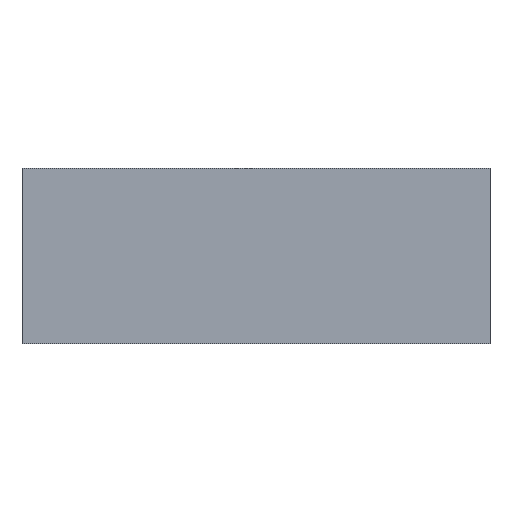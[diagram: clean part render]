
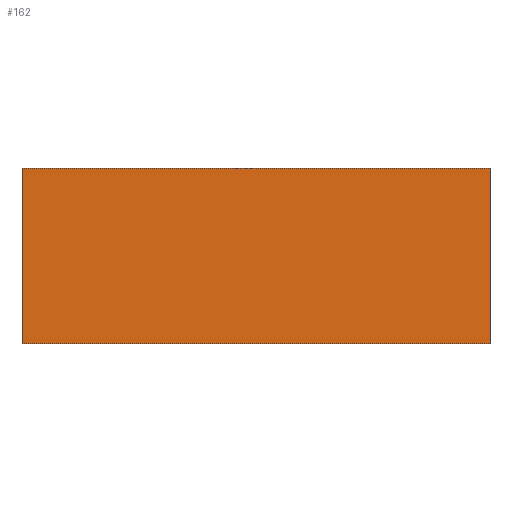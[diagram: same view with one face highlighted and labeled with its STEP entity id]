
A CAD part, front view. The second image highlights one B-rep face of the part: STEP entity #162.
In plain terms, the highlighted planar face has unit normal (0, -1, 0).
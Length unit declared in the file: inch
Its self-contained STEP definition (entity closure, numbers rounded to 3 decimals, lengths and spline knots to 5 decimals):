
#5 = AXIS2_PLACEMENT_3D ( 'NONE', #99, #94, #96 ) ;
#6 = VECTOR ( 'NONE', #97, 39.37008 ) ;
#9 = FACE_OUTER_BOUND ( 'NONE', #136, .T. ) ;
#58 = DIRECTION ( 'NONE',  ( 0., 0., 1. ) ) ;
#59 = CARTESIAN_POINT ( 'NONE',  ( 0., 0., 0. ) ) ;
#60 = LINE ( 'NONE', #59, #198 ) ;
#70 = DIRECTION ( 'NONE',  ( 1., 0., 0. ) ) ;
#71 = CARTESIAN_POINT ( 'NONE',  ( 1., 0., 0. ) ) ;
#72 = LINE ( 'NONE', #71, #202 ) ;
#74 = DIRECTION ( 'NONE',  ( 0., 0., -1. ) ) ;
#75 = CARTESIAN_POINT ( 'NONE',  ( 1., 0., -0.375 ) ) ;
#76 = LINE ( 'NONE', #75, #203 ) ;
#94 = DIRECTION ( 'NONE',  ( 0., -1., 0. ) ) ;
#96 = DIRECTION ( 'NONE',  ( 0., 0., -1. ) ) ;
#97 = DIRECTION ( 'NONE',  ( -1., 0., 0. ) ) ;
#98 = PLANE ( 'NONE',  #5 ) ;
#99 = CARTESIAN_POINT ( 'NONE',  ( 0., 0., 0. ) ) ;
#100 = CARTESIAN_POINT ( 'NONE',  ( 0., 0., -0.375 ) ) ;
#101 = LINE ( 'NONE', #100, #6 ) ;
#109 = CARTESIAN_POINT ( 'NONE',  ( 0., 0., -0.375 ) ) ;
#112 = CARTESIAN_POINT ( 'NONE',  ( 1., 0., -0.375 ) ) ;
#115 = CARTESIAN_POINT ( 'NONE',  ( 1., 0., 0. ) ) ;
#116 = CARTESIAN_POINT ( 'NONE',  ( 0., 0., 0. ) ) ;
#118 = ORIENTED_EDGE ( 'NONE', *, *, #168, .F. ) ;
#119 = ORIENTED_EDGE ( 'NONE', *, *, #174, .F. ) ;
#120 = ORIENTED_EDGE ( 'NONE', *, *, #169, .F. ) ;
#121 = ORIENTED_EDGE ( 'NONE', *, *, #161, .F. ) ;
#126 = VERTEX_POINT ( 'NONE', #116 ) ;
#127 = VERTEX_POINT ( 'NONE', #115 ) ;
#130 = VERTEX_POINT ( 'NONE', #112 ) ;
#133 = VERTEX_POINT ( 'NONE', #109 ) ;
#136 = EDGE_LOOP ( 'NONE', ( #120, #119, #121, #118 ) ) ;
#161 = EDGE_CURVE ( 'NONE', #130, #133, #101, .T. ) ;
#162 = ADVANCED_FACE ( 'NONE', ( #9 ), #98, .T. ) ;
#168 = EDGE_CURVE ( 'NONE', #127, #130, #76, .T. ) ;
#169 = EDGE_CURVE ( 'NONE', #126, #127, #72, .T. ) ;
#174 = EDGE_CURVE ( 'NONE', #133, #126, #60, .T. ) ;
#198 = VECTOR ( 'NONE', #58, 39.37008 ) ;
#202 = VECTOR ( 'NONE', #70, 39.37008 ) ;
#203 = VECTOR ( 'NONE', #74, 39.37008 ) ;
